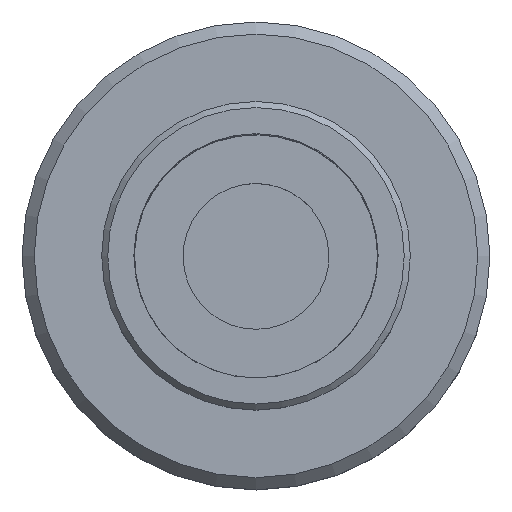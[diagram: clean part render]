
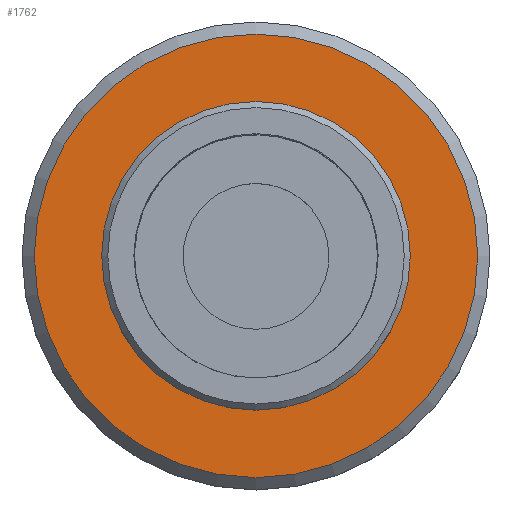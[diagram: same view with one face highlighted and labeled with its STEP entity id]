
A CAD part, top view. The second image highlights one B-rep face of the part: STEP entity #1762.
In plain terms, the highlighted planar face has unit normal (0, 0, 1).
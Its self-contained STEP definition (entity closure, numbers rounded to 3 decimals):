
#1711=CARTESIAN_POINT('',(12.237,-0.581,55.846));
#1712=VERTEX_POINT('',#1711);
#1713=CARTESIAN_POINT('',(-0.063,-0.581,55.846));
#1714=DIRECTION('',(0.0,0.0,-1.0));
#1715=DIRECTION('',(1.0,0.0,0.0));
#1716=AXIS2_PLACEMENT_3D('',#1713,#1714,#1715);
#1717=CIRCLE('',#1716,12.3);
#1718=EDGE_CURVE('',#1712,#1712,#1717,.T.);
#1743=CARTESIAN_POINT('',(1.687,-0.581,55.846));
#1744=DIRECTION('',(0.0,0.0,1.0));
#1745=DIRECTION('',(1.0,0.0,0.0));
#1746=AXIS2_PLACEMENT_3D('',#1743,#1744,#1745);
#1747=PLANE('',#1746);
#1748=CARTESIAN_POINT('',(18.187,-0.581,55.846));
#1749=VERTEX_POINT('',#1748);
#1750=CARTESIAN_POINT('',(-0.063,-0.581,55.846));
#1751=DIRECTION('',(0.0,0.0,-1.0));
#1752=DIRECTION('',(-1.0,0.0,0.0));
#1753=AXIS2_PLACEMENT_3D('',#1750,#1751,#1752);
#1754=CIRCLE('',#1753,18.25);
#1755=EDGE_CURVE('',#1749,#1749,#1754,.T.);
#1756=ORIENTED_EDGE('',*,*,#1755,.F.);
#1757=EDGE_LOOP('',(#1756));
#1758=FACE_OUTER_BOUND('',#1757,.T.);
#1759=ORIENTED_EDGE('',*,*,#1718,.T.);
#1760=EDGE_LOOP('',(#1759));
#1761=FACE_BOUND('',#1760,.T.);
#1762=ADVANCED_FACE('',(#1758,#1761),#1747,.T.);
